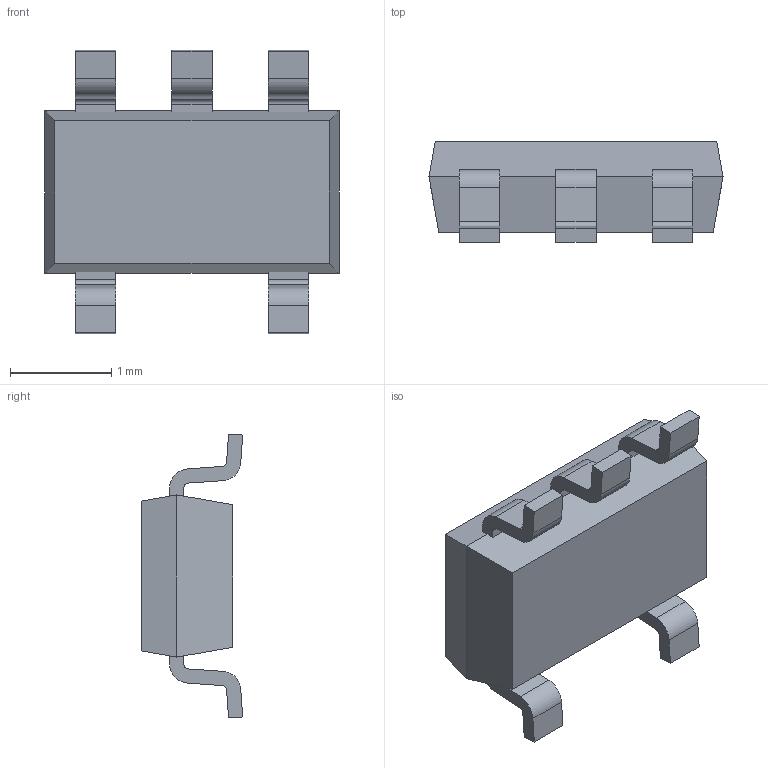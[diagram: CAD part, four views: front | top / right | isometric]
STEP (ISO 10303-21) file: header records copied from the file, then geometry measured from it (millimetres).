
FILE_DESCRIPTION (( 'STEP AP214' ), '1' );
FILE_NAME ('ADP121-AUJZ30R7.STEP', '2018-09-18T07:47:56', ( '' ), ( '' ), 'SwSTEP 2.0', 'SolidWorks 2017', '' );
FILE_SCHEMA (( 'AUTOMOTIVE_DESIGN' ));
Length unit declared in the file: millimetre
Products named in the file (1): ADP121-AUJZ30R7
Bounding box: 2.9 x 1 x 2.8 mm (x, y, z)
Volume: 4.1 mm3; surface area: 22 mm2
Topology: 6 solids, 6 shells, 85 faces, 215 edges, 142 vertices
Faces by surface type: plane 65, cylinder 20
Entity records: 3276 total; most frequent: CARTESIAN_POINT 443, ORIENTED_EDGE 430, DIRECTION 427, EDGE_CURVE 215, LINE 175, VECTOR 175, VERTEX_POINT 142, AXIS2_PLACEMENT_3D 126
